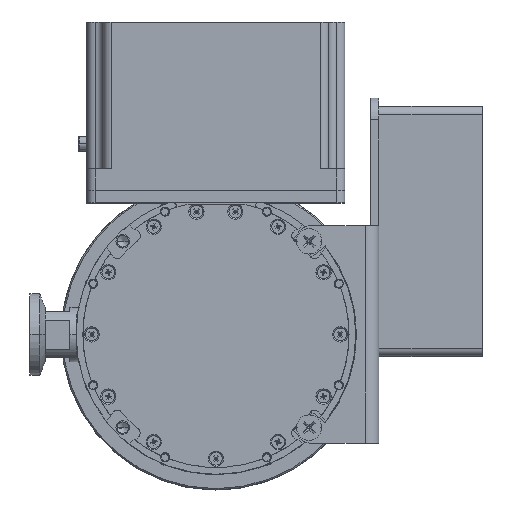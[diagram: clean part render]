
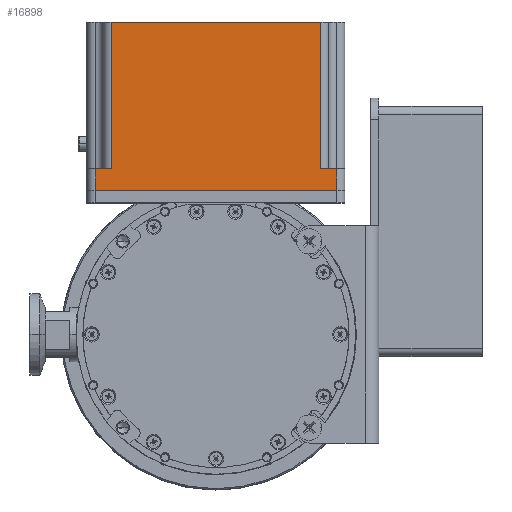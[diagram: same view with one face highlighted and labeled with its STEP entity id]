
A CAD part, top view. The second image highlights one B-rep face of the part: STEP entity #16898.
In plain terms, the highlighted planar face has unit normal (0, 0, 1).
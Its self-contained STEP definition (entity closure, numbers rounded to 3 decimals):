
#1119 = LINE ( 'NONE', #47556, #37078 ) ;
#4135 = ORIENTED_EDGE ( 'NONE', *, *, #60709, .T. ) ;
#4250 = VECTOR ( 'NONE', #49051, 1000. ) ;
#5406 = CARTESIAN_POINT ( 'NONE',  ( -38.5, 115., 91.953 ) ) ;
#5531 = DIRECTION ( 'NONE',  ( -1., 0., 0. ) ) ;
#9164 = CARTESIAN_POINT ( 'NONE',  ( -44.5, 53., 91.953 ) ) ;
#10906 = DIRECTION ( 'NONE',  ( 1., 0., 0. ) ) ;
#12048 = EDGE_CURVE ( 'NONE', #13671, #85558, #33468, .T. ) ;
#12183 = FACE_OUTER_BOUND ( 'NONE', #16706, .T. ) ;
#12277 = VECTOR ( 'NONE', #59983, 1000. ) ;
#12735 = EDGE_CURVE ( 'NONE', #53849, #29163, #51501, .T. ) ;
#12882 = ORIENTED_EDGE ( 'NONE', *, *, #12735, .F. ) ;
#13671 = VERTEX_POINT ( 'NONE', #32750 ) ;
#13878 = LINE ( 'NONE', #68877, #4250 ) ;
#14705 = CARTESIAN_POINT ( 'NONE',  ( 44.5, 61., 91.953 ) ) ;
#15951 = VECTOR ( 'NONE', #71054, 1000. ) ;
#15955 = CARTESIAN_POINT ( 'NONE',  ( 38.5, 61., 91.953 ) ) ;
#16706 = EDGE_LOOP ( 'NONE', ( #12882, #39318, #72332, #4135, #74740, #88023, #29800, #75767 ) ) ;
#16898 = ADVANCED_FACE ( 'NONE', ( #12183 ), #67191, .F. ) ;
#18550 = CARTESIAN_POINT ( 'NONE',  ( -47.5, 115., 91.953 ) ) ;
#19747 = VECTOR ( 'NONE', #27011, 1000. ) ;
#21937 = LINE ( 'NONE', #57101, #15951 ) ;
#23257 = VECTOR ( 'NONE', #5531, 1000. ) ;
#26707 = DIRECTION ( 'NONE',  ( -1., 0., 0. ) ) ;
#27011 = DIRECTION ( 'NONE',  ( 0., 1., 0. ) ) ;
#27779 = VERTEX_POINT ( 'NONE', #9164 ) ;
#28047 = CARTESIAN_POINT ( 'NONE',  ( 47.5, 61., 91.953 ) ) ;
#29163 = VERTEX_POINT ( 'NONE', #76259 ) ;
#29800 = ORIENTED_EDGE ( 'NONE', *, *, #63265, .T. ) ;
#30330 = CARTESIAN_POINT ( 'NONE',  ( -47.5, 115., 91.953 ) ) ;
#31317 = VERTEX_POINT ( 'NONE', #15955 ) ;
#32750 = CARTESIAN_POINT ( 'NONE',  ( -38.5, 61., 91.953 ) ) ;
#33468 = LINE ( 'NONE', #82564, #23257 ) ;
#34209 = LINE ( 'NONE', #39204, #19747 ) ;
#34492 = EDGE_CURVE ( 'NONE', #27779, #78118, #1119, .T. ) ;
#37078 = VECTOR ( 'NONE', #67845, 1000. ) ;
#39204 = CARTESIAN_POINT ( 'NONE',  ( 38.5, 115., 91.953 ) ) ;
#39233 = LINE ( 'NONE', #5406, #12277 ) ;
#39259 = DIRECTION ( 'NONE',  ( 0., 0., -1. ) ) ;
#39318 = ORIENTED_EDGE ( 'NONE', *, *, #44986, .T. ) ;
#39987 = CARTESIAN_POINT ( 'NONE',  ( -38.5, 115., 91.953 ) ) ;
#40142 = DIRECTION ( 'NONE',  ( -1., 0., 0. ) ) ;
#44986 = EDGE_CURVE ( 'NONE', #53849, #13671, #39233, .T. ) ;
#47556 = CARTESIAN_POINT ( 'NONE',  ( -47.5, 53., 91.953 ) ) ;
#49051 = DIRECTION ( 'NONE',  ( 0., 1., 0. ) ) ;
#50600 = EDGE_CURVE ( 'NONE', #78118, #66492, #13878, .T. ) ;
#51501 = LINE ( 'NONE', #30330, #73758 ) ;
#53849 = VERTEX_POINT ( 'NONE', #39987 ) ;
#56536 = VECTOR ( 'NONE', #26707, 1000. ) ;
#57101 = CARTESIAN_POINT ( 'NONE',  ( -44.5, 115., 91.953 ) ) ;
#59983 = DIRECTION ( 'NONE',  ( 0., -1., 0. ) ) ;
#60709 = EDGE_CURVE ( 'NONE', #85558, #27779, #21937, .T. ) ;
#63265 = EDGE_CURVE ( 'NONE', #66492, #31317, #83020, .T. ) ;
#66492 = VERTEX_POINT ( 'NONE', #14705 ) ;
#67191 = PLANE ( 'NONE',  #81297 ) ;
#67198 = CARTESIAN_POINT ( 'NONE',  ( 44.5, 53., 91.953 ) ) ;
#67845 = DIRECTION ( 'NONE',  ( 1., 0., 0. ) ) ;
#68877 = CARTESIAN_POINT ( 'NONE',  ( 44.5, 115., 91.953 ) ) ;
#71054 = DIRECTION ( 'NONE',  ( 0., -1., 0. ) ) ;
#71219 = CARTESIAN_POINT ( 'NONE',  ( -44.5, 61., 91.953 ) ) ;
#72332 = ORIENTED_EDGE ( 'NONE', *, *, #12048, .T. ) ;
#73758 = VECTOR ( 'NONE', #10906, 1000. ) ;
#74740 = ORIENTED_EDGE ( 'NONE', *, *, #34492, .T. ) ;
#75767 = ORIENTED_EDGE ( 'NONE', *, *, #82940, .T. ) ;
#76259 = CARTESIAN_POINT ( 'NONE',  ( 38.5, 115., 91.953 ) ) ;
#78118 = VERTEX_POINT ( 'NONE', #67198 ) ;
#81297 = AXIS2_PLACEMENT_3D ( 'NONE', #18550, #39259, #40142 ) ;
#82564 = CARTESIAN_POINT ( 'NONE',  ( -47.5, 61., 91.953 ) ) ;
#82940 = EDGE_CURVE ( 'NONE', #31317, #29163, #34209, .T. ) ;
#83020 = LINE ( 'NONE', #28047, #56536 ) ;
#85558 = VERTEX_POINT ( 'NONE', #71219 ) ;
#88023 = ORIENTED_EDGE ( 'NONE', *, *, #50600, .T. ) ;
